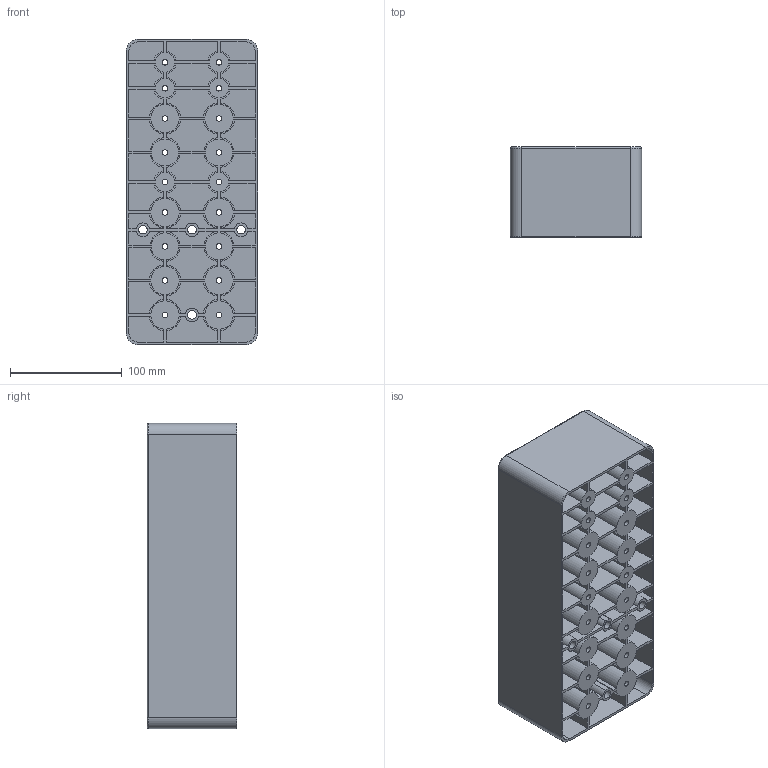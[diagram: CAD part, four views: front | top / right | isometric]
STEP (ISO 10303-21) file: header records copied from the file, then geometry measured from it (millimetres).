
FILE_DESCRIPTION(/* description */ (''),/* implementation_level */ '2;1');
FILE_NAME(/* name */ 'long box v 3 no ears.step',/* time_stamp */ '2025-11-17T15:36:34-05:00',/* author */ (''),/* organization */ (''),/* preprocessor_version */ 'ST-DEVELOPER v20.1',/* originating_system */ 'Autodesk Translation Framework v14.17.0.0',/* authorisation */ '');
FILE_SCHEMA (('AUTOMOTIVE_DESIGN { 1 0 10303 214 3 1 1 }'));
Length unit declared in the file: inch
Products named in the file (1): long box v 3
Bounding box: 117.47 x 80.44 x 273.05 mm (x, y, z)
Volume: 622071.2 mm3; surface area: 486249.9 mm2
Topology: 1 solids, 1 shells, 687 faces, 1840 edges, 1224 vertices
Faces by surface type: plane 435, cylinder 226, torus 26
Full cylindrical faces by diameter (mm): 5.08 x18, 7.62 x4, 13.03 x6, 15.57 x6, 19.685 x4, 20.828 x8, 22.225 x4, 23.368 x8
Entity records: 21687 total; most frequent: DIRECTION 3810, CARTESIAN_POINT 3752, ORIENTED_EDGE 3680, EDGE_CURVE 1840, AXIS2_PLACEMENT_3D 1282, LINE 1246, VECTOR 1246, VERTEX_POINT 1224
